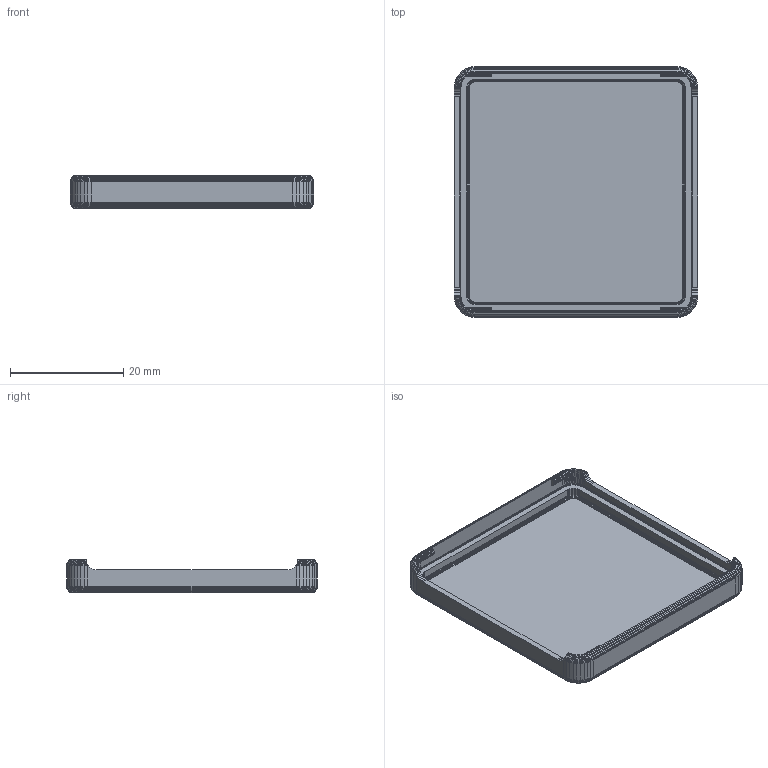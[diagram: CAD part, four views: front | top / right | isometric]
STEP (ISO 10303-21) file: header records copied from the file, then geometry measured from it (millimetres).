
FILE_DESCRIPTION(('FreeCAD Model'),'2;1');
FILE_NAME('Open CASCADE Shape Model','2024-09-03T19:44:41',(''),(''), 'Open CASCADE STEP processor 7.6','FreeCAD','Unknown');
FILE_SCHEMA(('AP242_MANAGED_MODEL_BASED_3D_ENGINEERING_MIM_LF. {1 0 10303 442 1 1 4 }'));
Products named in the file (1): Molex_7880x_bus_tap_cover003
Bounding box: 43.04 x 44.31 x 5.98 mm (x, y, z)
Surface area: 5148.1 mm2 (no closed solid volume)
Topology: 0 solids, 1 shells, 3348 faces, 5321 edges, 1976 vertices
Faces by surface type: plane 3348
Entity records: 68015 total; most frequent: DIRECTION 12019, CARTESIAN_POINT 10646, ORIENTED_EDGE 10642, EDGE_CURVE 5321, LINE 5321, VECTOR 5321, AXIS2_PLACEMENT_3D 3349, FACE_BOUND 3349
